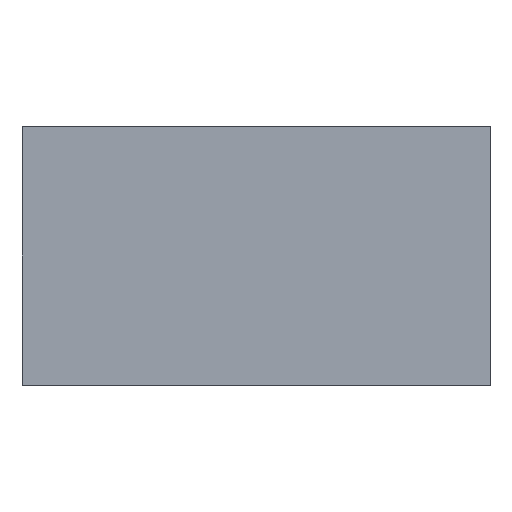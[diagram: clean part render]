
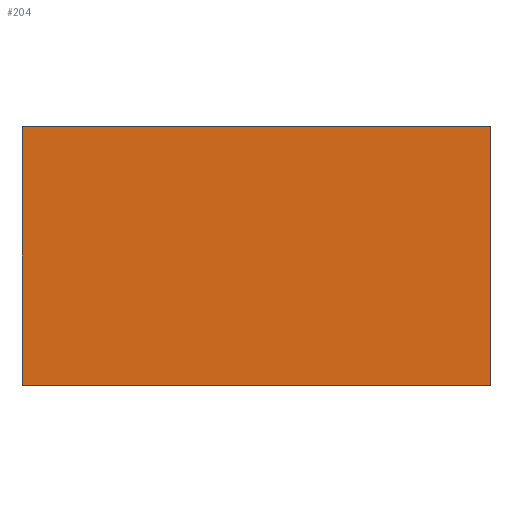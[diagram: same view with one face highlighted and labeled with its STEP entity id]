
A CAD part, front view. The second image highlights one B-rep face of the part: STEP entity #204.
In plain terms, the highlighted planar face has unit normal (0, -1, 0).
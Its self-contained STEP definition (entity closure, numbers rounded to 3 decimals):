
#16=LINE('',#317,#32);
#20=LINE('',#327,#36);
#21=LINE('',#329,#37);
#22=LINE('',#330,#38);
#32=VECTOR('',#261,10.);
#36=VECTOR('',#269,10.);
#37=VECTOR('',#270,10.);
#38=VECTOR('',#271,10.);
#50=PLANE('',#226);
#69=FACE_OUTER_BOUND('',#86,.T.);
#86=EDGE_LOOP('',(#161,#162,#163,#164));
#111=VERTEX_POINT('',#314);
#112=VERTEX_POINT('',#316);
#116=VERTEX_POINT('',#326);
#117=VERTEX_POINT('',#328);
#129=EDGE_CURVE('',#111,#112,#16,.T.);
#134=EDGE_CURVE('',#116,#111,#20,.T.);
#135=EDGE_CURVE('',#117,#116,#21,.T.);
#136=EDGE_CURVE('',#112,#117,#22,.T.);
#161=ORIENTED_EDGE('',*,*,#134,.F.);
#162=ORIENTED_EDGE('',*,*,#135,.F.);
#163=ORIENTED_EDGE('',*,*,#136,.F.);
#164=ORIENTED_EDGE('',*,*,#129,.F.);
#204=ADVANCED_FACE('',(#69),#50,.T.);
#226=AXIS2_PLACEMENT_3D('',#325,#267,#268);
#261=DIRECTION('',(-1.,0.,0.));
#267=DIRECTION('center_axis',(0.,-1.,0.));
#268=DIRECTION('ref_axis',(1.,0.,0.));
#269=DIRECTION('',(0.,0.,-1.));
#270=DIRECTION('',(1.,0.,0.));
#271=DIRECTION('',(0.,0.,1.));
#314=CARTESIAN_POINT('',(0.,0.,-4.));
#316=CARTESIAN_POINT('',(-14.5,0.,-4.));
#317=CARTESIAN_POINT('',(-14.5,0.,-4.));
#325=CARTESIAN_POINT('Origin',(-14.5,0.,0.));
#326=CARTESIAN_POINT('',(0.,0.,4.));
#327=CARTESIAN_POINT('',(0.,0.,0.));
#328=CARTESIAN_POINT('',(-14.5,0.,4.));
#329=CARTESIAN_POINT('',(-14.5,0.,4.));
#330=CARTESIAN_POINT('',(-14.5,0.,0.));
